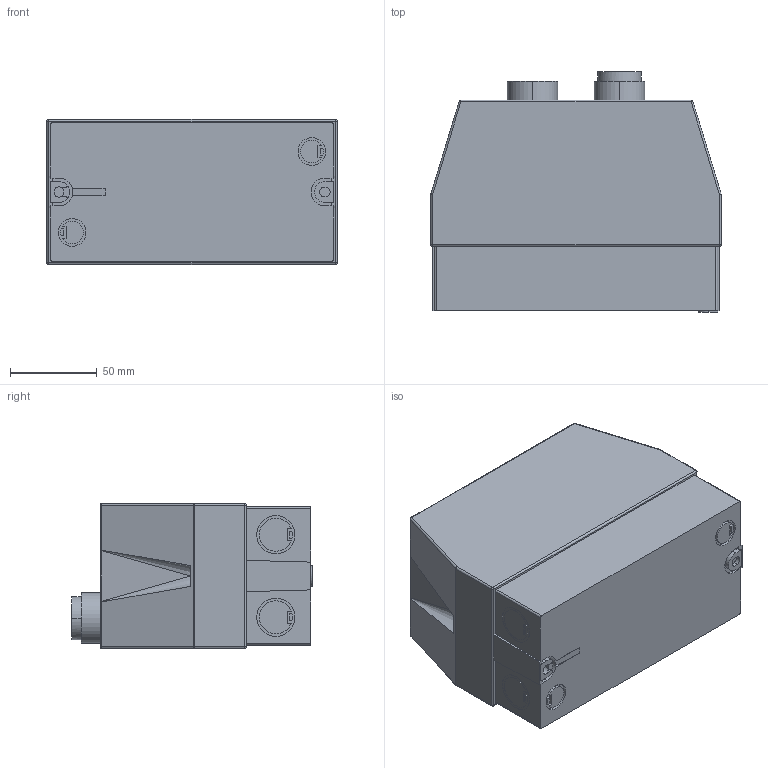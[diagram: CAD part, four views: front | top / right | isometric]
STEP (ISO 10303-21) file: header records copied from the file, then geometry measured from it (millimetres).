
FILE_DESCRIPTION (( 'STEP AP214' ), '1' );
FILE_NAME ('KKM16-009-C025-220-00 Êîíòàêòîð ÊÌÈ10960 9À IP54 Ióñò.0,25-0,4À Ue=220Â_ÀÑ3 ÈÝÊ.STEP', '2017-11-15T11:23:39', ( '' ), ( '' ), 'SwSTEP 2.0', 'SolidWorks 2014', '' );
FILE_SCHEMA (( 'AUTOMOTIVE_DESIGN' ));
Length unit declared in the file: millimetre
Products named in the file (1): KKM16-009-C025-220-00 Êîíòàêòîð ÊÌÈ10960 9À IP54 Ióñò.0,25-0,4À Ue=220Â_ÀÑ3 ÈÝÊ
Bounding box: 167 x 138.5 x 83.5 mm (x, y, z)
Volume: 1582609.5 mm3; surface area: 91603.2 mm2
Topology: 1 solids, 1 shells, 283 faces, 696 edges, 446 vertices
Faces by surface type: plane 167, cylinder 98, sphere 10, torus 4, bspline 4
Entity records: 9717 total; most frequent: CARTESIAN_POINT 2883, DIRECTION 1438, ORIENTED_EDGE 1376, EDGE_CURVE 688, AXIS2_PLACEMENT_3D 485, VECTOR 468, LINE 468, VERTEX_POINT 446
